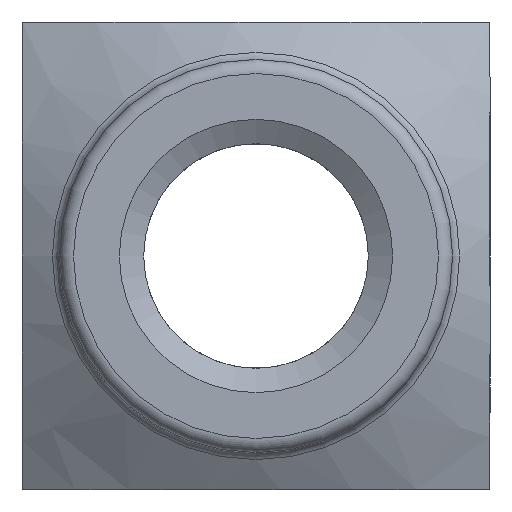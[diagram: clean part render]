
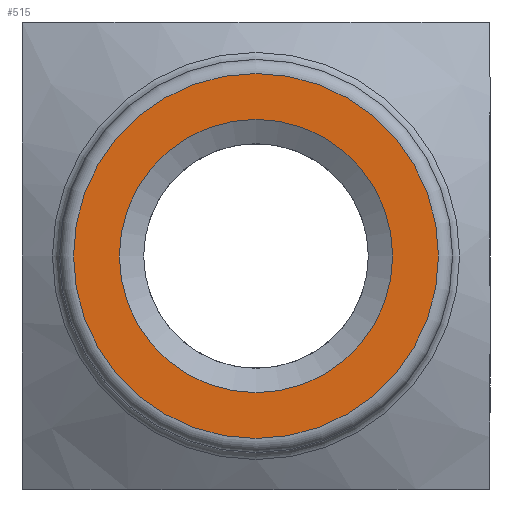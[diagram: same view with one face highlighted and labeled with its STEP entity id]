
A CAD part, front view. The second image highlights one B-rep face of the part: STEP entity #515.
In plain terms, the highlighted planar face has unit normal (0, -1, 0).
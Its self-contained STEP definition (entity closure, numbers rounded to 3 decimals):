
#25 = CIRCLE ( 'NONE', #715, 14.598 ) ;
#95 = DIRECTION ( 'NONE',  ( 0., -1., 0. ) ) ;
#107 = FACE_BOUND ( 'NONE', #302, .T. ) ;
#178 = EDGE_CURVE ( 'NONE', #455, #455, #25, .T. ) ;
#222 = DIRECTION ( 'NONE',  ( 0., -1., 0. ) ) ;
#225 = PLANE ( 'NONE',  #430 ) ;
#271 = CIRCLE ( 'NONE', #505, 19.5 ) ;
#302 = EDGE_LOOP ( 'NONE', ( #469 ) ) ;
#363 = DIRECTION ( 'NONE',  ( 1., 0., 0. ) ) ;
#430 = AXIS2_PLACEMENT_3D ( 'NONE', #777, #95, #363 ) ;
#433 = DIRECTION ( 'NONE',  ( 0., -1., 0. ) ) ;
#439 = DIRECTION ( 'NONE',  ( 1., 0., 0. ) ) ;
#455 = VERTEX_POINT ( 'NONE', #726 ) ;
#466 = VERTEX_POINT ( 'NONE', #595 ) ;
#469 = ORIENTED_EDGE ( 'NONE', *, *, #178, .F. ) ;
#483 = ORIENTED_EDGE ( 'NONE', *, *, #485, .T. ) ;
#485 = EDGE_CURVE ( 'NONE', #466, #466, #271, .T. ) ;
#504 = EDGE_LOOP ( 'NONE', ( #483 ) ) ;
#505 = AXIS2_PLACEMENT_3D ( 'NONE', #702, #433, #842 ) ;
#515 = ADVANCED_FACE ( 'NONE', ( #584, #107 ), #225, .T. ) ;
#584 = FACE_OUTER_BOUND ( 'NONE', #504, .T. ) ;
#595 = CARTESIAN_POINT ( 'NONE',  ( 19.5, -100., 0. ) ) ;
#702 = CARTESIAN_POINT ( 'NONE',  ( 0., -100., 0. ) ) ;
#715 = AXIS2_PLACEMENT_3D ( 'NONE', #775, #222, #439 ) ;
#726 = CARTESIAN_POINT ( 'NONE',  ( 14.598, -100., 0. ) ) ;
#775 = CARTESIAN_POINT ( 'NONE',  ( 0., -100., 0. ) ) ;
#777 = CARTESIAN_POINT ( 'NONE',  ( 0., -100., 0. ) ) ;
#842 = DIRECTION ( 'NONE',  ( 1., 0., 0. ) ) ;
